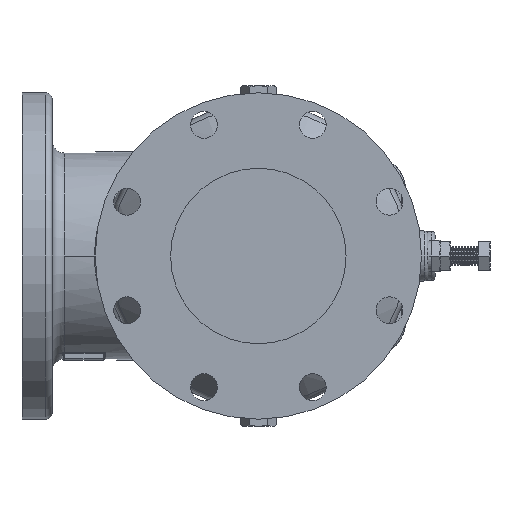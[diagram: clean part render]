
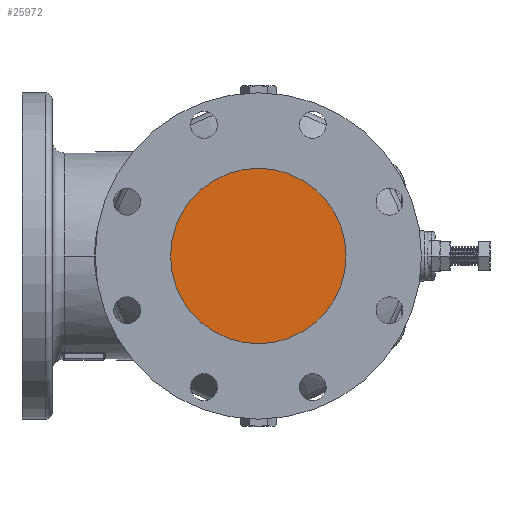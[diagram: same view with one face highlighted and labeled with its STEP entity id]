
A CAD part, left-side view. The second image highlights one B-rep face of the part: STEP entity #25972.
In plain terms, the highlighted planar face has unit normal (-1, 0, 0).
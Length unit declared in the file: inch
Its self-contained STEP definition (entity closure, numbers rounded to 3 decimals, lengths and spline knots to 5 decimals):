
#477 = CIRCLE ( 'NONE', #19973, 2.95276 ) ;
#2593 = DIRECTION ( 'NONE',  ( -1., 0., 0. ) ) ;
#6184 = CARTESIAN_POINT ( 'NONE',  ( -9.72441, 0., 0. ) ) ;
#8223 = DIRECTION ( 'NONE',  ( -1., 0., 0. ) ) ;
#10002 = DIRECTION ( 'NONE',  ( 0., 0., 1. ) ) ;
#10915 = VERTEX_POINT ( 'NONE', #29627 ) ;
#15728 = ORIENTED_EDGE ( 'NONE', *, *, #27925, .T. ) ;
#15781 = EDGE_CURVE ( 'NONE', #10915, #49135, #26550, .T. ) ;
#19973 = AXIS2_PLACEMENT_3D ( 'NONE', #6184, #32896, #10002 ) ;
#22728 = FACE_OUTER_BOUND ( 'NONE', #35379, .T. ) ;
#25451 = CARTESIAN_POINT ( 'NONE',  ( -9.72441, 0., 0. ) ) ;
#25972 = ADVANCED_FACE ( 'NONE', ( #22728 ), #48380, .T. ) ;
#26550 = CIRCLE ( 'NONE', #31497, 2.95276 ) ;
#27925 = EDGE_CURVE ( 'NONE', #49135, #10915, #477, .T. ) ;
#29321 = DIRECTION ( 'NONE',  ( 0., 0., 1. ) ) ;
#29627 = CARTESIAN_POINT ( 'NONE',  ( -9.72441, 0., 2.95276 ) ) ;
#29687 = CARTESIAN_POINT ( 'NONE',  ( -9.72441, 0., -2.95276 ) ) ;
#29905 = ORIENTED_EDGE ( 'NONE', *, *, #15781, .T. ) ;
#31126 = CARTESIAN_POINT ( 'NONE',  ( -9.72441, 0., 0. ) ) ;
#31497 = AXIS2_PLACEMENT_3D ( 'NONE', #31126, #8223, #34970 ) ;
#31701 = AXIS2_PLACEMENT_3D ( 'NONE', #25451, #2593, #29321 ) ;
#32896 = DIRECTION ( 'NONE',  ( -1., 0., 0. ) ) ;
#34970 = DIRECTION ( 'NONE',  ( 0., 0., 1. ) ) ;
#35379 = EDGE_LOOP ( 'NONE', ( #29905, #15728 ) ) ;
#48380 = PLANE ( 'NONE',  #31701 ) ;
#49135 = VERTEX_POINT ( 'NONE', #29687 ) ;
